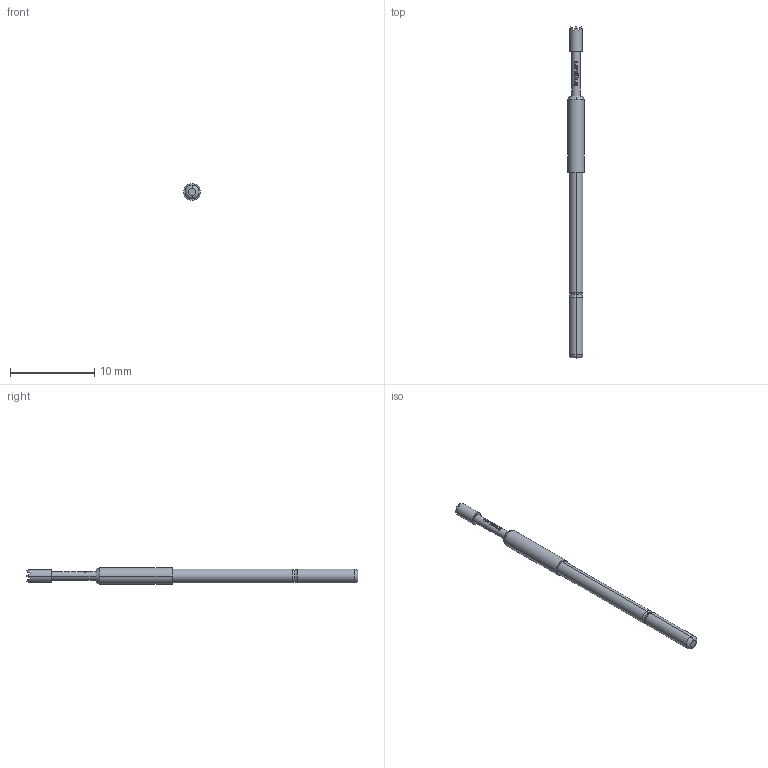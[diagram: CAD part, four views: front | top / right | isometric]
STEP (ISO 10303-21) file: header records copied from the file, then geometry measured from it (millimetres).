
FILE_DESCRIPTION (( 'STEP AP203' ), '1' );
FILE_NAME ('INGUN_GKS-112_306_150_R_xx09.STEP', '2022-01-04T10:49:14', ( 'ochi' ), ( '' ), 'SwSTEP 2.0', 'SolidWorks 2018', '' );
FILE_SCHEMA (( 'CONFIG_CONTROL_DESIGN' ));
Length unit declared in the file: millimetre
Products named in the file (1): INGUN_GKS-112_306_150_R_xx09
Bounding box: 2 x 39.3 x 2 mm (x, y, z)
Volume: 83.5 mm3; surface area: 207.8 mm2
Topology: 1 solids, 1 shells, 118 faces, 288 edges, 181 vertices
Faces by surface type: plane 67, bspline 27, cylinder 16, torus 6, cone 2
Entity records: 4443 total; most frequent: CARTESIAN_POINT 2093, ORIENTED_EDGE 576, DIRECTION 296, EDGE_CURVE 288, B_SPLINE_CURVE_WITH_KNOTS 186, VERTEX_POINT 181, EDGE_LOOP 127, AXIS2_PLACEMENT_3D 124
